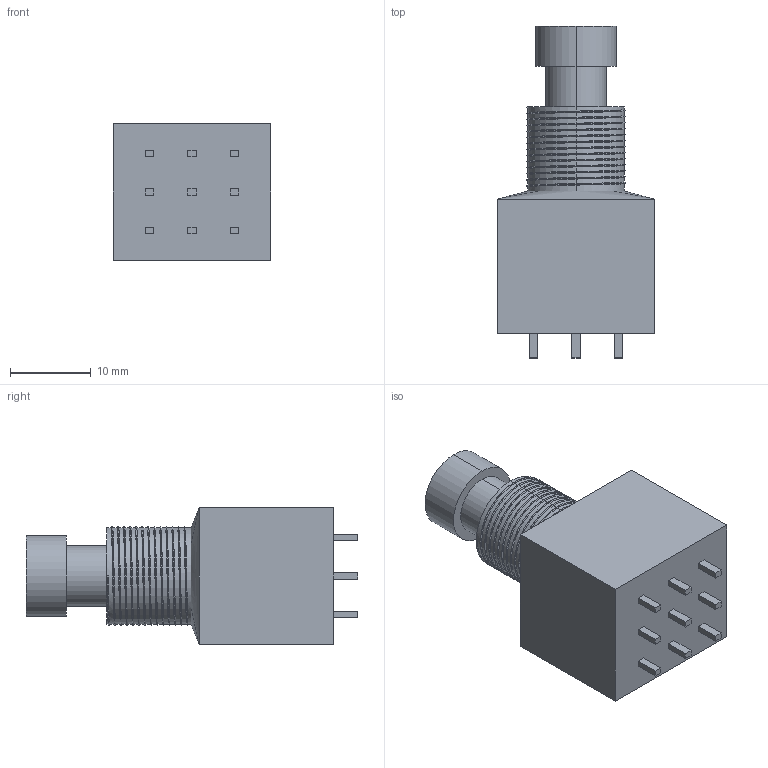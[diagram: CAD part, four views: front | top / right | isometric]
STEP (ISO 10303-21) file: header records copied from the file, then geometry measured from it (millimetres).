
FILE_DESCRIPTION (( 'STEP AP214' ), '1' );
FILE_NAME ('Foot Switch.STEP', '2020-04-05T19:42:31', ( '' ), ( '' ), 'SwSTEP 2.0', 'SolidWorks 2020', '' );
FILE_SCHEMA (( 'AUTOMOTIVE_DESIGN' ));
Length unit declared in the file: millimetre
Products named in the file (1): Foot Switch
Bounding box: 19.6 x 41.2 x 17 mm (x, y, z)
Volume: 7606.8 mm3; surface area: 2810.8 mm2
Topology: 1 solids, 1 shells, 95 faces, 240 edges, 158 vertices
Faces by surface type: plane 55, cylinder 33, bspline 7
Entity records: 5492 total; most frequent: CARTESIAN_POINT 2764, ORIENTED_EDGE 480, DIRECTION 371, EDGE_CURVE 240, VECTOR 159, LINE 159, VERTEX_POINT 158, AXIS2_PLACEMENT_3D 106
